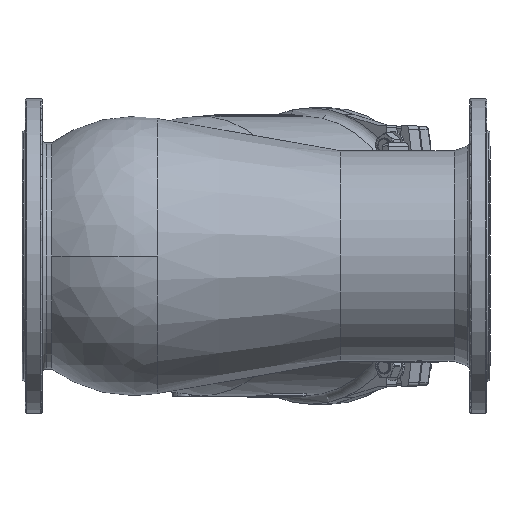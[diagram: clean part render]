
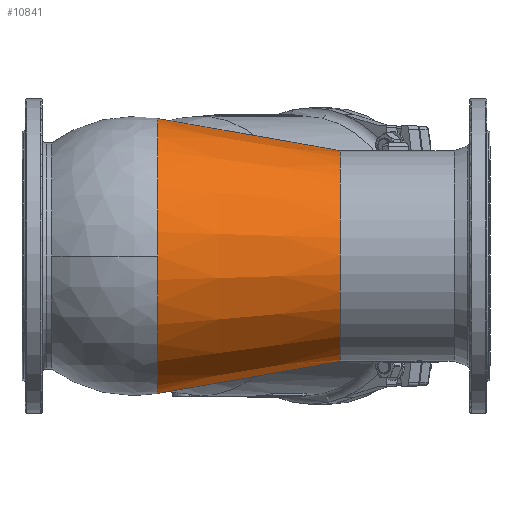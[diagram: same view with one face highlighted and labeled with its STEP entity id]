
A CAD part, front view. The second image highlights one B-rep face of the part: STEP entity #10841.
In plain terms, the highlighted conical face has half-angle 10 degrees and reference radius 176.281 mm.
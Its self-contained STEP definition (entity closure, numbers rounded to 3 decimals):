
#1125 = DIRECTION ( 'NONE',  ( -1., 0., 0. ) ) ;
#5631 = CARTESIAN_POINT ( 'NONE',  ( 408.197, 0., 0. ) ) ;
#7680 = DIRECTION ( 'NONE',  ( -0.985, 0., -0.174 ) ) ;
#8871 = DIRECTION ( 'NONE',  ( 0., 0., 1. ) ) ;
#9234 = CARTESIAN_POINT ( 'NONE',  ( 408.197, 0., -135. ) ) ;
#9273 = VERTEX_POINT ( 'NONE', #39915 ) ;
#9502 = FACE_OUTER_BOUND ( 'NONE', #18470, .T. ) ;
#10278 = VERTEX_POINT ( 'NONE', #16386 ) ;
#10841 = ADVANCED_FACE ( 'NONE', ( #9502 ), #52175, .T. ) ;
#11131 = EDGE_CURVE ( 'NONE', #10278, #16469, #40009, .T. ) ;
#12235 = DIRECTION ( 'NONE',  ( -1., 0., 0. ) ) ;
#12649 = CARTESIAN_POINT ( 'NONE',  ( 174.083, 0., 176.281 ) ) ;
#12954 = ORIENTED_EDGE ( 'NONE', *, *, #11131, .T. ) ;
#13216 = VECTOR ( 'NONE', #41505, 1000. ) ;
#15823 = EDGE_CURVE ( 'NONE', #38137, #16469, #37402, .T. ) ;
#16275 = DIRECTION ( 'NONE',  ( 0., 0., 1. ) ) ;
#16386 = CARTESIAN_POINT ( 'NONE',  ( 408.197, 0., 135. ) ) ;
#16469 = VERTEX_POINT ( 'NONE', #41207 ) ;
#16537 = CARTESIAN_POINT ( 'NONE',  ( 174.083, 0., 0. ) ) ;
#17497 = CARTESIAN_POINT ( 'NONE',  ( 174.083, 0., -176.281 ) ) ;
#18242 = CIRCLE ( 'NONE', #58068, 176.281 ) ;
#18470 = EDGE_LOOP ( 'NONE', ( #27583, #59366, #12954, #61516, #32536 ) ) ;
#19047 = CARTESIAN_POINT ( 'NONE',  ( 174.083, -176.281, 0. ) ) ;
#19932 = AXIS2_PLACEMENT_3D ( 'NONE', #32311, #31025, #42333 ) ;
#20909 = EDGE_CURVE ( 'NONE', #52221, #10278, #60508, .T. ) ;
#24268 = LINE ( 'NONE', #17497, #61630 ) ;
#27583 = ORIENTED_EDGE ( 'NONE', *, *, #43340, .F. ) ;
#29179 = DIRECTION ( 'NONE',  ( -1., 0., 0. ) ) ;
#31025 = DIRECTION ( 'NONE',  ( -1., 0., 0. ) ) ;
#32311 = CARTESIAN_POINT ( 'NONE',  ( 174.083, 0., 0. ) ) ;
#32536 = ORIENTED_EDGE ( 'NONE', *, *, #50320, .F. ) ;
#37402 = CIRCLE ( 'NONE', #19932, 176.281 ) ;
#38137 = VERTEX_POINT ( 'NONE', #19047 ) ;
#39915 = CARTESIAN_POINT ( 'NONE',  ( 174.083, 0., -176.281 ) ) ;
#40009 = LINE ( 'NONE', #12649, #13216 ) ;
#41207 = CARTESIAN_POINT ( 'NONE',  ( 174.083, 0., 176.281 ) ) ;
#41505 = DIRECTION ( 'NONE',  ( -0.985, 0., 0.174 ) ) ;
#42333 = DIRECTION ( 'NONE',  ( 0., 0., 1. ) ) ;
#43340 = EDGE_CURVE ( 'NONE', #52221, #9273, #24268, .T. ) ;
#48722 = AXIS2_PLACEMENT_3D ( 'NONE', #5631, #1125, #16275 ) ;
#50320 = EDGE_CURVE ( 'NONE', #9273, #38137, #18242, .T. ) ;
#50679 = DIRECTION ( 'NONE',  ( 0., 0., 1. ) ) ;
#52175 = CONICAL_SURFACE ( 'NONE', #54568, 176.281, 0.175 ) ;
#52221 = VERTEX_POINT ( 'NONE', #9234 ) ;
#54568 = AXIS2_PLACEMENT_3D ( 'NONE', #62659, #29179, #8871 ) ;
#58068 = AXIS2_PLACEMENT_3D ( 'NONE', #16537, #12235, #50679 ) ;
#59366 = ORIENTED_EDGE ( 'NONE', *, *, #20909, .T. ) ;
#60508 = CIRCLE ( 'NONE', #48722, 135. ) ;
#61516 = ORIENTED_EDGE ( 'NONE', *, *, #15823, .F. ) ;
#61630 = VECTOR ( 'NONE', #7680, 1000. ) ;
#62659 = CARTESIAN_POINT ( 'NONE',  ( 174.083, 0., 0. ) ) ;
